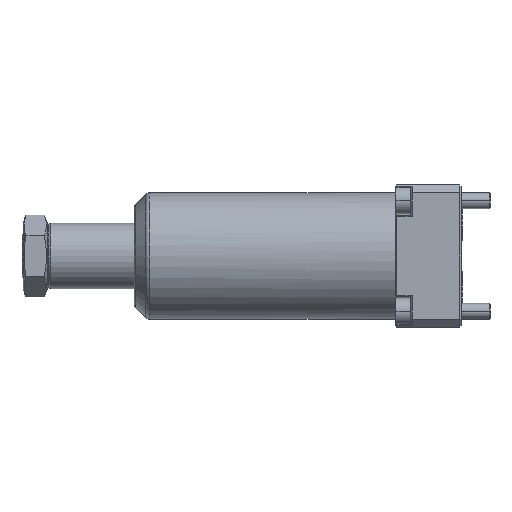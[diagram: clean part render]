
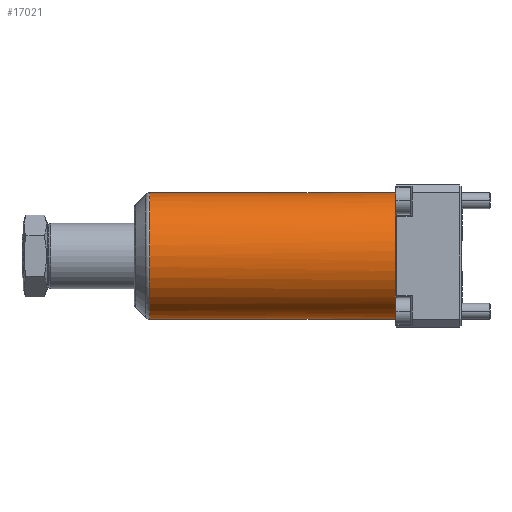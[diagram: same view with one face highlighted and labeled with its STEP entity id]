
A CAD part, left-side view. The second image highlights one B-rep face of the part: STEP entity #17021.
In plain terms, the highlighted cylindrical face has radius 24 mm (diameter 48 mm), a partial arc.
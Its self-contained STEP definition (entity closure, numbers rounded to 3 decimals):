
#153 = CARTESIAN_POINT ( 'NONE',  ( -16.56, 24.726, 17.373 ) ) ;
#183 = DIRECTION ( 'NONE',  ( 0., -1., 0. ) ) ;
#919 = ORIENTED_EDGE ( 'NONE', *, *, #9205, .T. ) ;
#1778 = EDGE_LOOP ( 'NONE', ( #4656, #8225, #919, #14150, #6830, #4646, #12387, #7718 ) ) ;
#1948 = DIRECTION ( 'NONE',  ( 0., 0., -1. ) ) ;
#2284 = EDGE_CURVE ( 'NONE', #11321, #3338, #11408, .T. ) ;
#2353 = CARTESIAN_POINT ( 'NONE',  ( -17.757, 24.829, -16.148 ) ) ;
#2901 = DIRECTION ( 'NONE',  ( 0., 0., -1. ) ) ;
#3338 = VERTEX_POINT ( 'NONE', #7896 ) ;
#3584 = DIRECTION ( 'NONE',  ( 0., -1., 0. ) ) ;
#3699 = CARTESIAN_POINT ( 'NONE',  ( -17.174, 24.698, -16.767 ) ) ;
#3805 = CARTESIAN_POINT ( 'NONE',  ( 0., 118.172, -24. ) ) ;
#4223 = CARTESIAN_POINT ( 'NONE',  ( 0., 0., 24. ) ) ;
#4279 = CARTESIAN_POINT ( 'NONE',  ( -15.942, 24.905, 17.942 ) ) ;
#4377 = AXIS2_PLACEMENT_3D ( 'NONE', #7538, #8732, #17515 ) ;
#4461 = CARTESIAN_POINT ( 'NONE',  ( 0., 0., 0. ) ) ;
#4583 = AXIS2_PLACEMENT_3D ( 'NONE', #5697, #11437, #2901 ) ;
#4592 = CARTESIAN_POINT ( 'NONE',  ( 0., 25., 0. ) ) ;
#4642 = VECTOR ( 'NONE', #12266, 1000. ) ;
#4646 = ORIENTED_EDGE ( 'NONE', *, *, #17262, .F. ) ;
#4656 = ORIENTED_EDGE ( 'NONE', *, *, #2284, .F. ) ;
#4771 = CARTESIAN_POINT ( 'NONE',  ( 0., 118.172, 0. ) ) ;
#5065 = CARTESIAN_POINT ( 'NONE',  ( 0., 0., -24. ) ) ;
#5697 = CARTESIAN_POINT ( 'NONE',  ( 0., 25., 0. ) ) ;
#5839 = CYLINDRICAL_SURFACE ( 'NONE', #18242, 24. ) ;
#6053 = VERTEX_POINT ( 'NONE', #13483 ) ;
#6178 = CARTESIAN_POINT ( 'NONE',  ( -17.373, 24.726, -16.56 ) ) ;
#6541 = EDGE_CURVE ( 'NONE', #11321, #12984, #10141, .T. ) ;
#6662 = CIRCLE ( 'NONE', #4583, 24. ) ;
#6830 = ORIENTED_EDGE ( 'NONE', *, *, #12773, .T. ) ;
#6953 = CARTESIAN_POINT ( 'NONE',  ( -17.763, 24.81, 16.148 ) ) ;
#7204 = VERTEX_POINT ( 'NONE', #14595 ) ;
#7296 = VERTEX_POINT ( 'NONE', #10616 ) ;
#7538 = CARTESIAN_POINT ( 'NONE',  ( 0., 25., 0. ) ) ;
#7718 = ORIENTED_EDGE ( 'NONE', *, *, #9859, .F. ) ;
#7896 = CARTESIAN_POINT ( 'NONE',  ( 0., 25., 24. ) ) ;
#7920 = CARTESIAN_POINT ( 'NONE',  ( -17.942, 24.905, -15.942 ) ) ;
#8225 = ORIENTED_EDGE ( 'NONE', *, *, #6541, .T. ) ;
#8230 = EDGE_CURVE ( 'NONE', #6053, #8531, #6662, .T. ) ;
#8241 = CARTESIAN_POINT ( 'NONE',  ( -16.767, 24.698, 17.174 ) ) ;
#8505 = CARTESIAN_POINT ( 'NONE',  ( -15.735, 25., 18.122 ) ) ;
#8531 = VERTEX_POINT ( 'NONE', #14654 ) ;
#8732 = DIRECTION ( 'NONE',  ( 0., -1., 0. ) ) ;
#8896 = DIRECTION ( 'NONE',  ( 0., -1., 0. ) ) ;
#8918 = CARTESIAN_POINT ( 'NONE',  ( -16.148, 24.81, -17.763 ) ) ;
#9027 = CARTESIAN_POINT ( 'NONE',  ( -16.559, 24.699, -17.382 ) ) ;
#9148 = DIRECTION ( 'NONE',  ( 0., -1., 0. ) ) ;
#9171 = DIRECTION ( 'NONE',  ( 0., 0., -1. ) ) ;
#9205 = EDGE_CURVE ( 'NONE', #12984, #8531, #12362, .T. ) ;
#9532 = CARTESIAN_POINT ( 'NONE',  ( -16.148, 24.829, 17.757 ) ) ;
#9610 = CARTESIAN_POINT ( 'NONE',  ( 0., 118.172, 24. ) ) ;
#9859 = EDGE_CURVE ( 'NONE', #3338, #12914, #12833, .T. ) ;
#10141 = CIRCLE ( 'NONE', #15186, 24. ) ;
#10470 = AXIS2_PLACEMENT_3D ( 'NONE', #4592, #8896, #1948 ) ;
#10616 = CARTESIAN_POINT ( 'NONE',  ( -18.122, 25., 15.735 ) ) ;
#11321 = VERTEX_POINT ( 'NONE', #9610 ) ;
#11408 = LINE ( 'NONE', #4223, #17917 ) ;
#11411 = B_SPLINE_CURVE_WITH_KNOTS ( 'NONE', 3,
 ( #12089, #8918, #9027, #3699, #6178, #2353, #7920, #14762 ),
 .UNSPECIFIED., .F., .F.,
 ( 4, 2, 2, 4 ),
 ( 0., 0.002, 0.003, 0.003 ),
 .UNSPECIFIED. ) ;
#11437 = DIRECTION ( 'NONE',  ( 0., -1., 0. ) ) ;
#11445 = CIRCLE ( 'NONE', #4377, 24. ) ;
#12089 = CARTESIAN_POINT ( 'NONE',  ( -15.735, 25., -18.122 ) ) ;
#12266 = DIRECTION ( 'NONE',  ( 0., -1., 0. ) ) ;
#12362 = LINE ( 'NONE', #5065, #4642 ) ;
#12387 = ORIENTED_EDGE ( 'NONE', *, *, #17809, .T. ) ;
#12604 = CARTESIAN_POINT ( 'NONE',  ( -17.382, 24.699, 16.559 ) ) ;
#12773 = EDGE_CURVE ( 'NONE', #6053, #7204, #11411, .T. ) ;
#12833 = CIRCLE ( 'NONE', #10470, 24. ) ;
#12914 = VERTEX_POINT ( 'NONE', #13647 ) ;
#12984 = VERTEX_POINT ( 'NONE', #3805 ) ;
#13483 = CARTESIAN_POINT ( 'NONE',  ( -15.735, 25., -18.122 ) ) ;
#13647 = CARTESIAN_POINT ( 'NONE',  ( -15.735, 25., 18.122 ) ) ;
#14150 = ORIENTED_EDGE ( 'NONE', *, *, #8230, .F. ) ;
#14595 = CARTESIAN_POINT ( 'NONE',  ( -18.122, 25., -15.735 ) ) ;
#14654 = CARTESIAN_POINT ( 'NONE',  ( 0., 25., -24. ) ) ;
#14762 = CARTESIAN_POINT ( 'NONE',  ( -18.122, 25., -15.735 ) ) ;
#15186 = AXIS2_PLACEMENT_3D ( 'NONE', #4771, #3584, #9171 ) ;
#15977 = DIRECTION ( 'NONE',  ( 0., 0., -1. ) ) ;
#16748 = CARTESIAN_POINT ( 'NONE',  ( -18.122, 25., 15.735 ) ) ;
#17021 = ADVANCED_FACE ( 'NONE', ( #17103 ), #5839, .T. ) ;
#17103 = FACE_OUTER_BOUND ( 'NONE', #1778, .T. ) ;
#17262 = EDGE_CURVE ( 'NONE', #7296, #7204, #11445, .T. ) ;
#17515 = DIRECTION ( 'NONE',  ( 0., 0., -1. ) ) ;
#17809 = EDGE_CURVE ( 'NONE', #7296, #12914, #18202, .T. ) ;
#17917 = VECTOR ( 'NONE', #183, 1000. ) ;
#18202 = B_SPLINE_CURVE_WITH_KNOTS ( 'NONE', 3,
 ( #16748, #6953, #12604, #8241, #153, #9532, #4279, #8505 ),
 .UNSPECIFIED., .F., .F.,
 ( 4, 2, 2, 4 ),
 ( 0., 0.002, 0.003, 0.003 ),
 .UNSPECIFIED. ) ;
#18242 = AXIS2_PLACEMENT_3D ( 'NONE', #4461, #9148, #15977 ) ;
